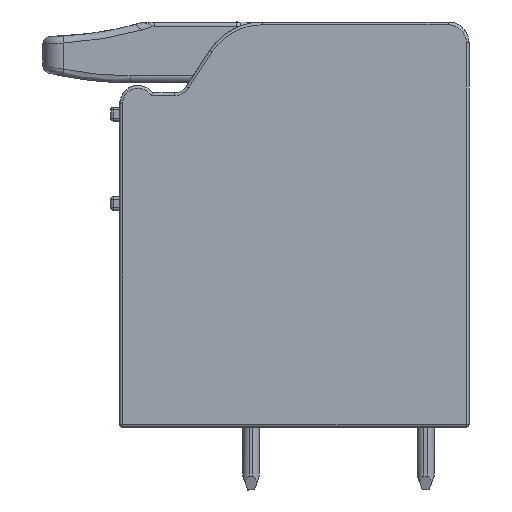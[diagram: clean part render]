
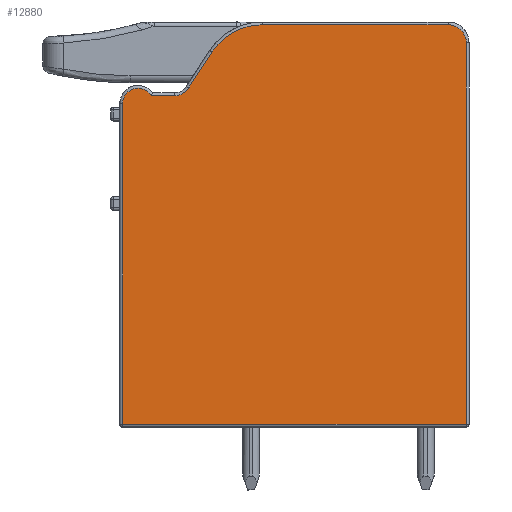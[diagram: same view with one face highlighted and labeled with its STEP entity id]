
A CAD part, front view. The second image highlights one B-rep face of the part: STEP entity #12880.
In plain terms, the highlighted planar face has unit normal (0, -1, 0).
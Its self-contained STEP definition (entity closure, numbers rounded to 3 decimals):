
#825 = B_SPLINE_CURVE_WITH_KNOTS ( 'NONE', 3,
 ( #6763, #6764, #6765, #6766, #6767, #6768 ),
 .UNSPECIFIED., .F., .F.,
 ( 4, 2, 4 ),
 ( 0., 0.5, 1. ),
 .UNSPECIFIED. ) ;
#1794 = VECTOR ( 'NONE', #9215, 1000. ) ;
#2108 = AXIS2_PLACEMENT_3D ( 'NONE', #10564, #10574, #10575 ) ;
#2112 = AXIS2_PLACEMENT_3D ( 'NONE', #10603, #10607, #10608 ) ;
#2114 = VECTOR ( 'NONE', #10579, 1000. ) ;
#2115 = VECTOR ( 'NONE', #10582, 1000. ) ;
#2116 = VECTOR ( 'NONE', #10585, 1000. ) ;
#2117 = VECTOR ( 'NONE', #10606, 1000. ) ;
#2119 = VECTOR ( 'NONE', #10612, 1000. ) ;
#2196 = CIRCLE ( 'NONE', #2108, 1.1 ) ;
#2197 = CIRCLE ( 'NONE', #2112, 4.3 ) ;
#2252 = B_SPLINE_CURVE_WITH_KNOTS ( 'NONE', 3,
 ( #10576, #10586, #10587, #10588, #10589, #10590, #10591, #10592, #10593, #10594, #10595, #10596, #10597, #10598, #10599, #10600, #10601, #10602 ),
 .UNSPECIFIED., .F., .F.,
 ( 4, 1, 1, 2, 2, 2, 1, 1, 2, 2, 4 ),
 ( 0., 0.125, 0.187, 0.219, 0.25, 0.5, 0.625, 0.687, 0.719, 0.75, 1. ),
 .UNSPECIFIED. ) ;
#2363 = FACE_OUTER_BOUND ( 'NONE', #6463, .T. ) ;
#2367 = AXIS2_PLACEMENT_3D ( 'NONE', #11096, #11097, #11098 ) ;
#2668 = EDGE_CURVE ( 'NONE', #5437, #5421, #825, .T. ) ;
#5418 = VERTEX_POINT ( 'NONE', #7293 ) ;
#5421 = VERTEX_POINT ( 'NONE', #7296 ) ;
#5430 = VERTEX_POINT ( 'NONE', #7305 ) ;
#5437 = VERTEX_POINT ( 'NONE', #7312 ) ;
#5450 = VERTEX_POINT ( 'NONE', #7325 ) ;
#5455 = VERTEX_POINT ( 'NONE', #7330 ) ;
#5726 = ORIENTED_EDGE ( 'NONE', *, *, #12783, .T. ) ;
#6192 = ORIENTED_EDGE ( 'NONE', *, *, #2668, .T. ) ;
#6463 = EDGE_LOOP ( 'NONE', ( #6192, #13140, #5726, #13141, #13142, #13143, #13144, #13145, #13146, #13147 ) ) ;
#6763 = CARTESIAN_POINT ( 'NONE',  ( -7.574, -50.4, 9.774 ) ) ;
#6764 = CARTESIAN_POINT ( 'NONE',  ( -7.685, -50.4, 9.603 ) ) ;
#6765 = CARTESIAN_POINT ( 'NONE',  ( -7.83, -50.4, 9.469 ) ) ;
#6766 = CARTESIAN_POINT ( 'NONE',  ( -8.186, -50.4, 9.276 ) ) ;
#6767 = CARTESIAN_POINT ( 'NONE',  ( -8.377, -50.4, 9.227 ) ) ;
#6768 = CARTESIAN_POINT ( 'NONE',  ( -8.581, -50.4, 9.227 ) ) ;
#7293 = CARTESIAN_POINT ( 'NONE',  ( -12.3, -50.4, -14.3 ) ) ;
#7296 = CARTESIAN_POINT ( 'NONE',  ( -8.581, -50.4, 9.227 ) ) ;
#7305 = CARTESIAN_POINT ( 'NONE',  ( -10.259, -50.4, 9.227 ) ) ;
#7312 = CARTESIAN_POINT ( 'NONE',  ( -7.574, -50.4, 9.774 ) ) ;
#7325 = CARTESIAN_POINT ( 'NONE',  ( -12.3, -50.4, 8.658 ) ) ;
#7330 = CARTESIAN_POINT ( 'NONE',  ( 12.3, -50.4, -14.3 ) ) ;
#7509 = CARTESIAN_POINT ( 'NONE',  ( -5.906, -50.4, 12.342 ) ) ;
#9213 = LINE ( 'NONE', #9214, #1794 ) ;
#9214 = CARTESIAN_POINT ( 'NONE',  ( -11.2, -50.4, 9.227 ) ) ;
#9215 = DIRECTION ( 'NONE',  ( -1., 0., 0. ) ) ;
#10564 = CARTESIAN_POINT ( 'NONE',  ( -11.2, -50.4, 8.658 ) ) ;
#10574 = DIRECTION ( 'NONE',  ( 0., -1., 0. ) ) ;
#10575 = DIRECTION ( 'NONE',  ( 0., 0., -1. ) ) ;
#10576 = CARTESIAN_POINT ( 'NONE',  ( 12.3, -50.4, 13. ) ) ;
#10577 = LINE ( 'NONE', #10578, #2114 ) ;
#10578 = CARTESIAN_POINT ( 'NONE',  ( -12.3, -50.4, 8.658 ) ) ;
#10579 = DIRECTION ( 'NONE',  ( 0., 0., -1. ) ) ;
#10580 = LINE ( 'NONE', #10581, #2115 ) ;
#10581 = CARTESIAN_POINT ( 'NONE',  ( -11.2, -50.4, -14.3 ) ) ;
#10582 = DIRECTION ( 'NONE',  ( 1., 0., 0. ) ) ;
#10583 = LINE ( 'NONE', #10584, #2116 ) ;
#10584 = CARTESIAN_POINT ( 'NONE',  ( 12.3, -50.4, 8.658 ) ) ;
#10585 = DIRECTION ( 'NONE',  ( 0., 0., -1. ) ) ;
#10586 = CARTESIAN_POINT ( 'NONE',  ( 12.3, -50.4, 13.083 ) ) ;
#10587 = CARTESIAN_POINT ( 'NONE',  ( 12.288, -50.4, 13.204 ) ) ;
#10588 = CARTESIAN_POINT ( 'NONE',  ( 12.255, -50.4, 13.343 ) ) ;
#10589 = CARTESIAN_POINT ( 'NONE',  ( 12.237, -50.4, 13.401 ) ) ;
#10590 = CARTESIAN_POINT ( 'NONE',  ( 12.223, -50.4, 13.44 ) ) ;
#10591 = CARTESIAN_POINT ( 'NONE',  ( 12.217, -50.4, 13.458 ) ) ;
#10592 = CARTESIAN_POINT ( 'NONE',  ( 12.143, -50.4, 13.645 ) ) ;
#10593 = CARTESIAN_POINT ( 'NONE',  ( 12.046, -50.4, 13.793 ) ) ;
#10594 = CARTESIAN_POINT ( 'NONE',  ( 11.856, -50.4, 13.982 ) ) ;
#10595 = CARTESIAN_POINT ( 'NONE',  ( 11.754, -50.4, 14.066 ) ) ;
#10596 = CARTESIAN_POINT ( 'NONE',  ( 11.621, -50.4, 14.144 ) ) ;
#10597 = CARTESIAN_POINT ( 'NONE',  ( 11.561, -50.4, 14.173 ) ) ;
#10598 = CARTESIAN_POINT ( 'NONE',  ( 11.52, -50.4, 14.192 ) ) ;
#10599 = CARTESIAN_POINT ( 'NONE',  ( 11.498, -50.4, 14.201 ) ) ;
#10600 = CARTESIAN_POINT ( 'NONE',  ( 11.326, -50.4, 14.269 ) ) ;
#10601 = CARTESIAN_POINT ( 'NONE',  ( 11.166, -50.4, 14.3 ) ) ;
#10602 = CARTESIAN_POINT ( 'NONE',  ( 11., -50.4, 14.3 ) ) ;
#10603 = CARTESIAN_POINT ( 'NONE',  ( -2.3, -50.4, 10. ) ) ;
#10604 = LINE ( 'NONE', #10605, #2117 ) ;
#10605 = CARTESIAN_POINT ( 'NONE',  ( -11.2, -50.4, 14.3 ) ) ;
#10606 = DIRECTION ( 'NONE',  ( -1., 0., 0. ) ) ;
#10607 = DIRECTION ( 'NONE',  ( 0., -1., 0. ) ) ;
#10608 = DIRECTION ( 'NONE',  ( 0., 0., -1. ) ) ;
#10610 = LINE ( 'NONE', #10611, #2119 ) ;
#10611 = CARTESIAN_POINT ( 'NONE',  ( -5.906, -50.4, 12.342 ) ) ;
#10612 = DIRECTION ( 'NONE',  ( -0.545, 0., -0.839 ) ) ;
#11095 = PLANE ( 'NONE',  #2367 ) ;
#11096 = CARTESIAN_POINT ( 'NONE',  ( -11.2, -50.4, 8.658 ) ) ;
#11097 = DIRECTION ( 'NONE',  ( 0., -1., 0. ) ) ;
#11098 = DIRECTION ( 'NONE',  ( 0., 0., -1. ) ) ;
#11281 = CARTESIAN_POINT ( 'NONE',  ( -2.3, -50.4, 14.3 ) ) ;
#11285 = CARTESIAN_POINT ( 'NONE',  ( 11., -50.4, 14.3 ) ) ;
#11291 = CARTESIAN_POINT ( 'NONE',  ( 12.3, -50.4, 13. ) ) ;
#11966 = VERTEX_POINT ( 'NONE', #7509 ) ;
#12470 = EDGE_CURVE ( 'NONE', #5421, #5430, #9213, .T. ) ;
#12783 = EDGE_CURVE ( 'NONE', #5430, #5450, #2196, .T. ) ;
#12784 = EDGE_CURVE ( 'NONE', #5450, #5418, #10577, .T. ) ;
#12785 = EDGE_CURVE ( 'NONE', #5418, #5455, #10580, .T. ) ;
#12786 = EDGE_CURVE ( 'NONE', #13734, #5455, #10583, .T. ) ;
#12787 = EDGE_CURVE ( 'NONE', #13734, #13709, #2252, .T. ) ;
#12788 = EDGE_CURVE ( 'NONE', #13709, #13698, #10604, .T. ) ;
#12789 = EDGE_CURVE ( 'NONE', #13698, #11966, #2197, .T. ) ;
#12790 = EDGE_CURVE ( 'NONE', #11966, #5437, #10610, .T. ) ;
#12880 = ADVANCED_FACE ( 'NONE', ( #2363 ), #11095, .T. ) ;
#13140 = ORIENTED_EDGE ( 'NONE', *, *, #12470, .T. ) ;
#13141 = ORIENTED_EDGE ( 'NONE', *, *, #12784, .T. ) ;
#13142 = ORIENTED_EDGE ( 'NONE', *, *, #12785, .T. ) ;
#13143 = ORIENTED_EDGE ( 'NONE', *, *, #12786, .F. ) ;
#13144 = ORIENTED_EDGE ( 'NONE', *, *, #12787, .T. ) ;
#13145 = ORIENTED_EDGE ( 'NONE', *, *, #12788, .T. ) ;
#13146 = ORIENTED_EDGE ( 'NONE', *, *, #12789, .T. ) ;
#13147 = ORIENTED_EDGE ( 'NONE', *, *, #12790, .T. ) ;
#13698 = VERTEX_POINT ( 'NONE', #11281 ) ;
#13709 = VERTEX_POINT ( 'NONE', #11285 ) ;
#13734 = VERTEX_POINT ( 'NONE', #11291 ) ;
